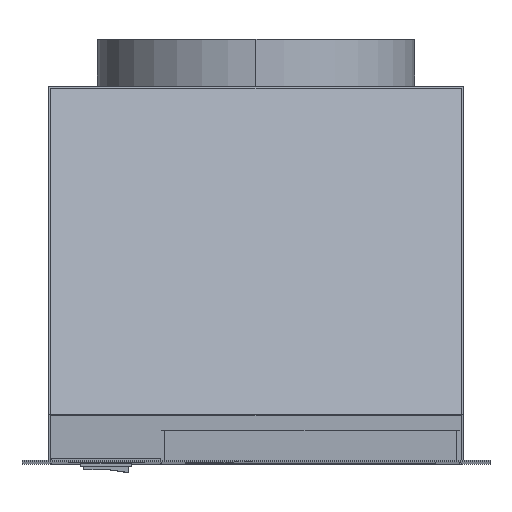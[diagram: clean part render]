
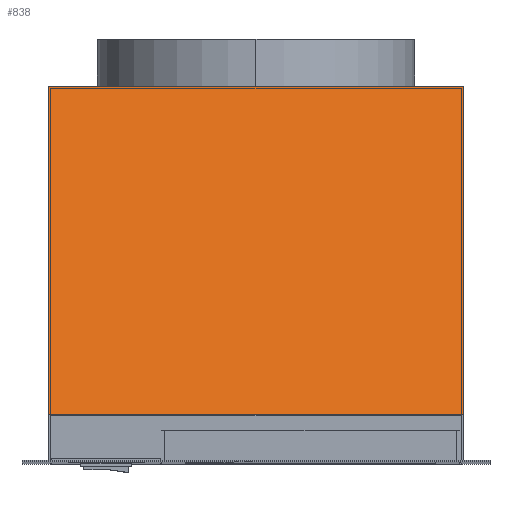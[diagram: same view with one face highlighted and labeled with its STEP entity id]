
A CAD part, top view. The second image highlights one B-rep face of the part: STEP entity #838.
In plain terms, the highlighted planar face has unit normal (0, 0.814, 0.581).
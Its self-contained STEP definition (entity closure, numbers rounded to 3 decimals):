
#105=DIRECTION('',(0.,-0.581,0.814));
#106=VECTOR('',#105,356.153);
#107=CARTESIAN_POINT('',(-130.5,237.,122.5));
#108=LINE('',#107,#106);
#281=DIRECTION('',(-1.,0.,0.));
#282=VECTOR('',#281,261.);
#283=CARTESIAN_POINT('',(130.5,237.,122.5));
#284=LINE('',#283,#282);
#285=DIRECTION('',(0.,-0.581,0.814));
#286=VECTOR('',#285,356.153);
#287=CARTESIAN_POINT('',(130.5,237.,122.5));
#288=LINE('',#287,#286);
#289=DIRECTION('',(-1.,0.,0.));
#290=VECTOR('',#289,261.);
#291=CARTESIAN_POINT('',(130.5,30.,412.32));
#292=LINE('',#291,#290);
#367=CARTESIAN_POINT('',(130.5,237.,122.5));
#368=VERTEX_POINT('',#367);
#369=CARTESIAN_POINT('',(130.5,30.,412.32));
#370=VERTEX_POINT('',#369);
#379=CARTESIAN_POINT('',(-130.5,237.,122.5));
#380=VERTEX_POINT('',#379);
#381=CARTESIAN_POINT('',(-130.5,30.,412.32));
#382=VERTEX_POINT('',#381);
#826=CARTESIAN_POINT('',(129.5,236.814,122.761));
#827=DIRECTION('',(0.,0.814,0.581));
#828=DIRECTION('',(0.,-0.581,0.814));
#829=AXIS2_PLACEMENT_3D('',#826,#827,#828);
#830=PLANE('',#829);
#831=ORIENTED_EDGE('',*,*,#548,.F.);
#832=ORIENTED_EDGE('',*,*,#602,.F.);
#833=ORIENTED_EDGE('',*,*,#507,.T.);
#835=ORIENTED_EDGE('',*,*,#834,.T.);
#836=EDGE_LOOP('',(#831,#832,#833,#835));
#837=FACE_OUTER_BOUND('',#836,.F.);
#838=ADVANCED_FACE('',(#837),#830,.T.);
#507=EDGE_CURVE('',#368,#370,#288,.T.);
#548=EDGE_CURVE('',#380,#382,#108,.T.);
#602=EDGE_CURVE('',#368,#380,#284,.T.);
#834=EDGE_CURVE('',#370,#382,#292,.T.);
